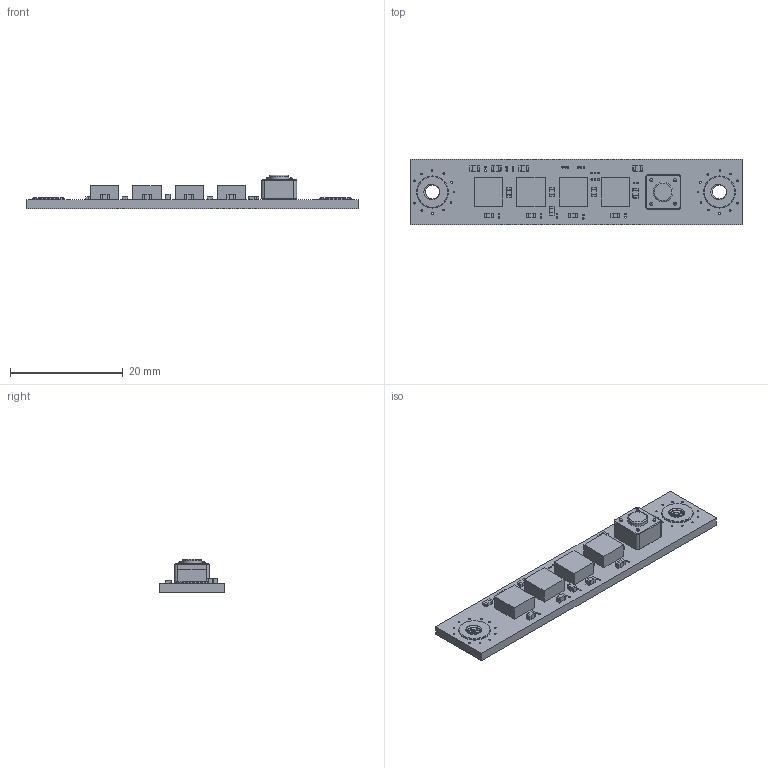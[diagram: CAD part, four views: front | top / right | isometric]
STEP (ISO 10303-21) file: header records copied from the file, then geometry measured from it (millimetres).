
FILE_DESCRIPTION(/* description */ (''),/* implementation_level */ '2;1');
FILE_NAME(/* name */ 'acs-wsled.step',/* time_stamp */ '2023-01-13T12:51:08+01:00',/* author */ (''),/* organization */ (''),/* preprocessor_version */ 'ST-DEVELOPER v19.2',/* originating_system */ 'Autodesk Translation Framework v11.17.0.187',/* authorisation */ '');
FILE_SCHEMA (('AUTOMOTIVE_DESIGN { 1 0 10303 214 3 1 1 }'));
Length unit declared in the file: millimetre
Products named in the file (14): acs-wsled; PCB Component; Board; C0603K; 5050-PLCC4; 5-1,8; R0603; TACTILE-101.0X64EV; LOGO; LED-4PIN-THT; SMTS03003CTJ; 1-2MM-FIDUCIAL_STENCIL; SMTS03003CTJ_1; DTSM-61N
Assembly tree (37 placements, depth 3):
  acs-wsled
    PCB Component
      Board
      C0603K  x5
      5050-PLCC4  x4
      5-1,8  x4
      R0603  x8
      TACTILE-101.0X64EV
      LOGO
      LED-4PIN-THT  x4
      SMTS03003CTJ  x2
      1-2MM-FIDUCIAL_STENCIL  x3
    SMTS03003CTJ_1  x2
    DTSM-61N
Bounding box: 59 x 11.6 x 5.93 mm (x, y, z)
Volume: 1471.4 mm3; surface area: 2606.6 mm2
Topology: 29 solids, 29 shells, 747 faces, 1594 edges, 928 vertices
Faces by surface type: plane 301, cylinder 293, sphere 128, cone 16, bspline 8, torus 1
Full cylindrical faces by diameter (mm): 0.3 x54, 0.75 x16, 2.529 x6, 3.086 x4, 3.5 x1, 4.09 x2, 4.2 x2, 5.69 x2
Entity records: 8502 total; most frequent: CARTESIAN_POINT 2048, DIRECTION 1303, ORIENTED_EDGE 1080, EDGE_CURVE 540, AXIS2_PLACEMENT_3D 515, EDGE_LOOP 380, VERTEX_POINT 338, LINE 273
